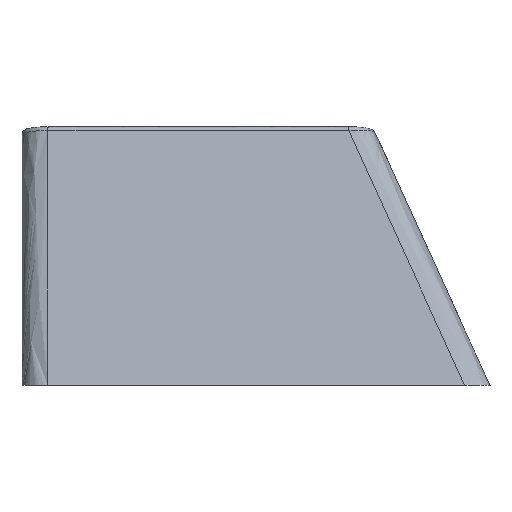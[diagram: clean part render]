
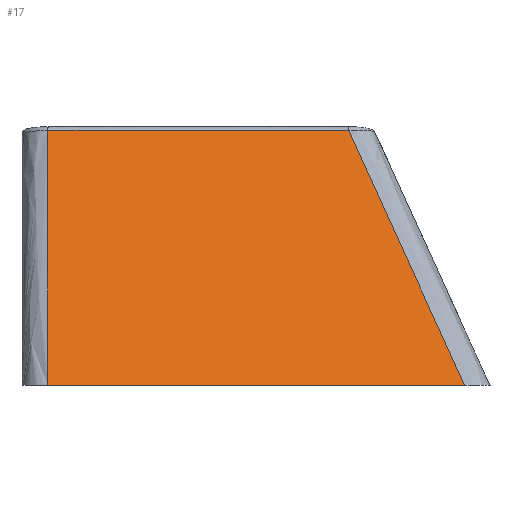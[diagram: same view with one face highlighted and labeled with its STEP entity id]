
A CAD part, left-side view. The second image highlights one B-rep face of the part: STEP entity #17.
In plain terms, the highlighted free-form (B-spline) face has degree [1, 1] with [2, 2] control points.
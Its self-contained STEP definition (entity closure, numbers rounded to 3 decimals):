
#17 = ADVANCED_FACE('',(#18),#89,.F.);
#18 = FACE_BOUND('',#19,.F.);
#19 = EDGE_LOOP('',(#20,#41,#64,#83));
#20 = ORIENTED_EDGE('',*,*,#21,.T.);
#21 = EDGE_CURVE('',#22,#24,#26,.T.);
#22 = VERTEX_POINT('',#23);
#23 = CARTESIAN_POINT('',(-9.025,8.025,0.));
#24 = VERTEX_POINT('',#25);
#25 = CARTESIAN_POINT('',(-6.298,8.025,9.828));
#26 = B_SPLINE_CURVE_WITH_KNOTS('',5,(#27,#28,#29,#30,#31,#32,#33,#34,
    #35,#36,#37,#38,#39,#40),.UNSPECIFIED.,.F.,.F.,(6,4,4,6),(
    -0.635,0.,10.655,11.291),
  .UNSPECIFIED.);
#27 = CARTESIAN_POINT('',(-9.195,8.025,-0.612));
#28 = CARTESIAN_POINT('',(-9.161,8.025,-0.49));
#29 = CARTESIAN_POINT('',(-9.127,8.025,-0.367));
#30 = CARTESIAN_POINT('',(-9.093,8.025,-0.245));
#31 = CARTESIAN_POINT('',(-9.059,8.025,-0.122));
#32 = CARTESIAN_POINT('',(-8.455,8.025,2.053));
#33 = CARTESIAN_POINT('',(-7.885,8.025,4.107));
#34 = CARTESIAN_POINT('',(-7.315,8.025,6.16));
#35 = CARTESIAN_POINT('',(-6.746,8.025,8.214));
#36 = CARTESIAN_POINT('',(-6.142,8.025,10.39));
#37 = CARTESIAN_POINT('',(-6.108,8.025,10.512));
#38 = CARTESIAN_POINT('',(-6.074,8.025,10.635));
#39 = CARTESIAN_POINT('',(-6.04,8.025,10.757));
#40 = CARTESIAN_POINT('',(-6.006,8.025,10.879));
#41 = ORIENTED_EDGE('',*,*,#42,.T.);
#42 = EDGE_CURVE('',#24,#43,#45,.T.);
#43 = VERTEX_POINT('',#44);
#44 = CARTESIAN_POINT('',(-6.298,-3.576,9.828)
  );
#45 = ( BOUNDED_CURVE() B_SPLINE_CURVE(9,(#46,#47,#48,#49,#50,#51,#52,
    #53,#54,#55,#56,#57,#58,#59,#60,#61,#62,#63),.UNSPECIFIED.,.F.,.F.) 
B_SPLINE_CURVE_WITH_KNOTS((10,8,10),(37.552,49.077,
49.153),.UNSPECIFIED.) CURVE() GEOMETRIC_REPRESENTATION_ITEM() 
RATIONAL_B_SPLINE_CURVE((1.,1.,1.,1.,1.,1.,1.,1.,1.,1.,1.,1.,1.,1.,1.,1.
,1.,1.)) REPRESENTATION_ITEM('') );
#46 = CARTESIAN_POINT('',(-6.298,8.025,9.828)
  );
#47 = CARTESIAN_POINT('',(-6.298,6.722,9.828)
  );
#48 = CARTESIAN_POINT('',(-6.298,5.458,9.828)
  );
#49 = CARTESIAN_POINT('',(-6.298,4.175,9.828)
  );
#50 = CARTESIAN_POINT('',(-6.298,2.909,9.828)
  );
#51 = CARTESIAN_POINT('',(-6.298,1.617,9.828)
  );
#52 = CARTESIAN_POINT('',(-6.298,0.35,9.828)
  );
#53 = CARTESIAN_POINT('',(-6.298,-0.933,9.828
    ));
#54 = CARTESIAN_POINT('',(-6.298,-2.2,9.828)
  );
#55 = CARTESIAN_POINT('',(-6.298,-3.507,9.828)
  );
#56 = CARTESIAN_POINT('',(-6.298,-3.516,9.828)
  );
#57 = CARTESIAN_POINT('',(-6.298,-3.524,9.828
    ));
#58 = CARTESIAN_POINT('',(-6.298,-3.533,9.828)
  );
#59 = CARTESIAN_POINT('',(-6.298,-3.542,9.828
    ));
#60 = CARTESIAN_POINT('',(-6.298,-3.55,9.828)
  );
#61 = CARTESIAN_POINT('',(-6.298,-3.559,9.828)
  );
#62 = CARTESIAN_POINT('',(-6.298,-3.568,9.828)
  );
#63 = CARTESIAN_POINT('',(-6.298,-3.576,9.828)
  );
#64 = ORIENTED_EDGE('',*,*,#65,.F.);
#65 = EDGE_CURVE('',#66,#43,#68,.T.);
#66 = VERTEX_POINT('',#67);
#67 = CARTESIAN_POINT('',(-9.025,-8.048,0.));
#68 = B_SPLINE_CURVE_WITH_KNOTS('',5,(#69,#70,#71,#72,#73,#74,#75,#76,
    #77,#78,#79,#80,#81,#82),.UNSPECIFIED.,.F.,.F.,(6,4,4,6),(
    -0.467,0.226,11.724,12.417),
  .UNSPECIFIED.);
#69 = CARTESIAN_POINT('',(-9.236,-8.393,
    -0.759));
#70 = CARTESIAN_POINT('',(-9.202,-8.338,
    -0.636));
#71 = CARTESIAN_POINT('',(-9.168,-8.282,
    -0.514));
#72 = CARTESIAN_POINT('',(-9.134,-8.226,
    -0.392));
#73 = CARTESIAN_POINT('',(-9.1,-8.17,
    -0.269));
#74 = CARTESIAN_POINT('',(-8.503,-7.191,1.883)
  );
#75 = CARTESIAN_POINT('',(-7.939,-6.268,3.912
    ));
#76 = CARTESIAN_POINT('',(-7.376,-5.345,5.941
    ));
#77 = CARTESIAN_POINT('',(-6.813,-4.421,7.971
    ));
#78 = CARTESIAN_POINT('',(-6.216,-3.442,10.122));
#79 = CARTESIAN_POINT('',(-6.182,-3.387,10.245));
#80 = CARTESIAN_POINT('',(-6.148,-3.331,10.367));
#81 = CARTESIAN_POINT('',(-6.114,-3.275,10.49));
#82 = CARTESIAN_POINT('',(-6.08,-3.22,10.612));
#83 = ORIENTED_EDGE('',*,*,#84,.T.);
#84 = EDGE_CURVE('',#66,#22,#85,.T.);
#85 = LINE('',#86,#87);
#86 = CARTESIAN_POINT('',(-9.025,-9.025,0.));
#87 = VECTOR('',#88,1.);
#88 = DIRECTION('',(0.,1.,0.));
#89 = B_SPLINE_SURFACE_WITH_KNOTS('',1,1,(
    (#90,#91)
    ,(#92,#93
  )),.UNSPECIFIED.,.F.,.F.,.F.,(2,2),(2,2),(0.,18.05),(0.,1.),
  .PIECEWISE_BEZIER_KNOTS.);
#90 = CARTESIAN_POINT('',(-9.025,-9.025,0.));
#91 = CARTESIAN_POINT('',(-6.25,-4.475,10.));
#92 = CARTESIAN_POINT('',(-9.025,9.025,0.));
#93 = CARTESIAN_POINT('',(-6.25,9.025,10.));
